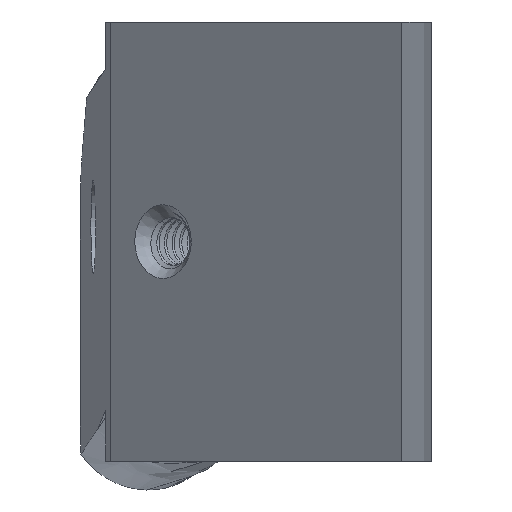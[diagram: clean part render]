
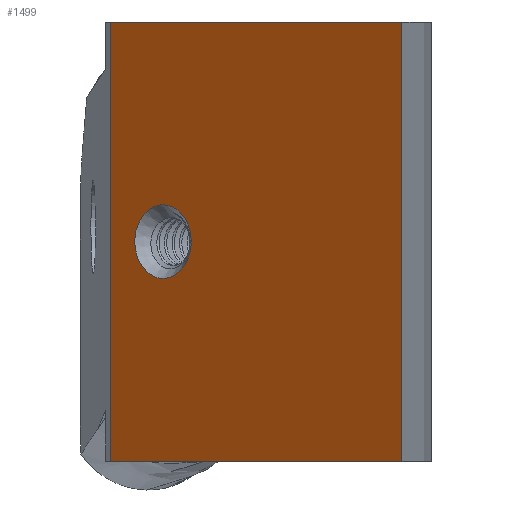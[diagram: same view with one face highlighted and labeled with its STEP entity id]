
A CAD part, left-side view. The second image highlights one B-rep face of the part: STEP entity #1499.
In plain terms, the highlighted planar face has unit normal (-0.766, 0.643, 0).
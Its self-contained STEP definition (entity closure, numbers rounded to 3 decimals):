
#24 = VERTEX_POINT('',#25);
#25 = CARTESIAN_POINT('',(19.,35.39,270.05));
#32 = PLANE('',#33);
#33 = AXIS2_PLACEMENT_3D('',#34,#35,#36);
#34 = CARTESIAN_POINT('',(17.678,29.151,270.05));
#35 = DIRECTION('',(0.,0.,-1.));
#36 = DIRECTION('',(0.,1.,0.));
#44 = PLANE('',#45);
#45 = AXIS2_PLACEMENT_3D('',#46,#47,#48);
#46 = CARTESIAN_POINT('',(19.,35.39,0.));
#47 = DIRECTION('',(-0.049,0.999,
    0.));
#48 = DIRECTION('',(0.999,0.049,0.
    ));
#118 = VERTEX_POINT('',#119);
#119 = CARTESIAN_POINT('',(10.713,25.514,270.05));
#138 = CYLINDRICAL_SURFACE('',#139,20.);
#139 = AXIS2_PLACEMENT_3D('',#140,#141,#142);
#140 = CARTESIAN_POINT('',(17.,44.5,270.05));
#141 = DIRECTION('',(0.,0.,-1.));
#142 = DIRECTION('',(1.,0.,0.));
#150 = EDGE_CURVE('',#24,#118,#151,.T.);
#151 = SURFACE_CURVE('',#152,(#156,#163),.PCURVE_S1.);
#152 = LINE('',#153,#154);
#153 = CARTESIAN_POINT('',(19.,35.39,270.05));
#154 = VECTOR('',#155,1.);
#155 = DIRECTION('',(-0.643,-0.766,0.
    ));
#156 = PCURVE('',#32,#157);
#157 = DEFINITIONAL_REPRESENTATION('',(#158),#162);
#158 = LINE('',#159,#160);
#159 = CARTESIAN_POINT('',(6.239,1.322));
#160 = VECTOR('',#161,1.);
#161 = DIRECTION('',(-0.766,-0.643));
#162 = ( GEOMETRIC_REPRESENTATION_CONTEXT(2) 
PARAMETRIC_REPRESENTATION_CONTEXT() REPRESENTATION_CONTEXT('2D SPACE',''
  ) );
#163 = PCURVE('',#164,#169);
#164 = PLANE('',#165);
#165 = AXIS2_PLACEMENT_3D('',#166,#167,#168);
#166 = CARTESIAN_POINT('',(19.,35.39,270.05));
#167 = DIRECTION('',(0.766,-0.643,0.)
  );
#168 = DIRECTION('',(-0.643,-0.766,0.)
  );
#169 = DEFINITIONAL_REPRESENTATION('',(#170),#174);
#170 = LINE('',#171,#172);
#171 = CARTESIAN_POINT('',(0.,0.));
#172 = VECTOR('',#173,1.);
#173 = DIRECTION('',(1.,0.));
#174 = ( GEOMETRIC_REPRESENTATION_CONTEXT(2) 
PARAMETRIC_REPRESENTATION_CONTEXT() REPRESENTATION_CONTEXT('2D SPACE',''
  ) );
#238 = EDGE_CURVE('',#24,#239,#241,.T.);
#239 = VERTEX_POINT('',#240);
#240 = CARTESIAN_POINT('',(19.,35.39,284.95));
#241 = SURFACE_CURVE('',#242,(#246,#253),.PCURVE_S1.);
#242 = LINE('',#243,#244);
#243 = CARTESIAN_POINT('',(19.,35.39,270.05));
#244 = VECTOR('',#245,1.);
#245 = DIRECTION('',(0.,0.,1.));
#246 = PCURVE('',#44,#247);
#247 = DEFINITIONAL_REPRESENTATION('',(#248),#252);
#248 = LINE('',#249,#250);
#249 = CARTESIAN_POINT('',(0.,-270.05));
#250 = VECTOR('',#251,1.);
#251 = DIRECTION('',(0.,-1.));
#252 = ( GEOMETRIC_REPRESENTATION_CONTEXT(2) 
PARAMETRIC_REPRESENTATION_CONTEXT() REPRESENTATION_CONTEXT('2D SPACE',''
  ) );
#253 = PCURVE('',#164,#254);
#254 = DEFINITIONAL_REPRESENTATION('',(#255),#259);
#255 = LINE('',#256,#257);
#256 = CARTESIAN_POINT('',(0.,0.));
#257 = VECTOR('',#258,1.);
#258 = DIRECTION('',(0.,-1.));
#259 = ( GEOMETRIC_REPRESENTATION_CONTEXT(2) 
PARAMETRIC_REPRESENTATION_CONTEXT() REPRESENTATION_CONTEXT('2D SPACE',''
  ) );
#277 = PLANE('',#278);
#278 = AXIS2_PLACEMENT_3D('',#279,#280,#281);
#279 = CARTESIAN_POINT('',(17.678,29.151,284.95));
#280 = DIRECTION('',(0.,0.,-1.));
#281 = DIRECTION('',(0.,1.,0.));
#1499 = ADVANCED_FACE('',(#1500,#1548),#164,.F.);
#1500 = FACE_BOUND('',#1501,.F.);
#1501 = EDGE_LOOP('',(#1502,#1503,#1526,#1547));
#1502 = ORIENTED_EDGE('',*,*,#238,.T.);
#1503 = ORIENTED_EDGE('',*,*,#1504,.T.);
#1504 = EDGE_CURVE('',#239,#1505,#1507,.T.);
#1505 = VERTEX_POINT('',#1506);
#1506 = CARTESIAN_POINT('',(10.713,25.514,284.95));
#1507 = SURFACE_CURVE('',#1508,(#1512,#1519),.PCURVE_S1.);
#1508 = LINE('',#1509,#1510);
#1509 = CARTESIAN_POINT('',(19.,35.39,284.95));
#1510 = VECTOR('',#1511,1.);
#1511 = DIRECTION('',(-0.643,-0.766,
    0.));
#1512 = PCURVE('',#164,#1513);
#1513 = DEFINITIONAL_REPRESENTATION('',(#1514),#1518);
#1514 = LINE('',#1515,#1516);
#1515 = CARTESIAN_POINT('',(0.,-14.9));
#1516 = VECTOR('',#1517,1.);
#1517 = DIRECTION('',(1.,0.));
#1518 = ( GEOMETRIC_REPRESENTATION_CONTEXT(2) 
PARAMETRIC_REPRESENTATION_CONTEXT() REPRESENTATION_CONTEXT('2D SPACE',''
  ) );
#1519 = PCURVE('',#277,#1520);
#1520 = DEFINITIONAL_REPRESENTATION('',(#1521),#1525);
#1521 = LINE('',#1522,#1523);
#1522 = CARTESIAN_POINT('',(6.239,1.322));
#1523 = VECTOR('',#1524,1.);
#1524 = DIRECTION('',(-0.766,-0.643));
#1525 = ( GEOMETRIC_REPRESENTATION_CONTEXT(2) 
PARAMETRIC_REPRESENTATION_CONTEXT() REPRESENTATION_CONTEXT('2D SPACE',''
  ) );
#1526 = ORIENTED_EDGE('',*,*,#1527,.F.);
#1527 = EDGE_CURVE('',#118,#1505,#1528,.T.);
#1528 = SURFACE_CURVE('',#1529,(#1533,#1540),.PCURVE_S1.);
#1529 = LINE('',#1530,#1531);
#1530 = CARTESIAN_POINT('',(10.713,25.514,270.05));
#1531 = VECTOR('',#1532,1.);
#1532 = DIRECTION('',(0.,0.,1.));
#1533 = PCURVE('',#164,#1534);
#1534 = DEFINITIONAL_REPRESENTATION('',(#1535),#1539);
#1535 = LINE('',#1536,#1537);
#1536 = CARTESIAN_POINT('',(12.892,0.));
#1537 = VECTOR('',#1538,1.);
#1538 = DIRECTION('',(0.,-1.));
#1539 = ( GEOMETRIC_REPRESENTATION_CONTEXT(2) 
PARAMETRIC_REPRESENTATION_CONTEXT() REPRESENTATION_CONTEXT('2D SPACE',''
  ) );
#1540 = PCURVE('',#138,#1541);
#1541 = DEFINITIONAL_REPRESENTATION('',(#1542),#1546);
#1542 = LINE('',#1543,#1544);
#1543 = CARTESIAN_POINT('',(-4.393,0.));
#1544 = VECTOR('',#1545,1.);
#1545 = DIRECTION('',(-0.,-1.));
#1546 = ( GEOMETRIC_REPRESENTATION_CONTEXT(2) 
PARAMETRIC_REPRESENTATION_CONTEXT() REPRESENTATION_CONTEXT('2D SPACE',''
  ) );
#1547 = ORIENTED_EDGE('',*,*,#150,.F.);
#1548 = FACE_BOUND('',#1549,.F.);
#1549 = EDGE_LOOP('',(#1550));
#1550 = ORIENTED_EDGE('',*,*,#1551,.F.);
#1551 = EDGE_CURVE('',#1552,#1552,#1554,.T.);
#1552 = VERTEX_POINT('',#1553);
#1553 = CARTESIAN_POINT('',(17.508,33.612,
    278.749));
#1554 = SURFACE_CURVE('',#1555,(#1560,#1567),.PCURVE_S1.);
#1555 = ELLIPSE('',#1556,1.249,1.249);
#1556 = AXIS2_PLACEMENT_3D('',#1557,#1558,#1559);
#1557 = CARTESIAN_POINT('',(17.508,33.612,277.5));
#1558 = DIRECTION('',(0.766,-0.643,0.)
  );
#1559 = DIRECTION('',(0.643,0.766,0.)
  );
#1560 = PCURVE('',#164,#1561);
#1561 = DEFINITIONAL_REPRESENTATION('',(#1562),#1566);
#1562 = ELLIPSE('',#1563,1.249,1.249);
#1563 = AXIS2_PLACEMENT_2D('',#1564,#1565);
#1564 = CARTESIAN_POINT('',(2.32,-7.45));
#1565 = DIRECTION('',(-1.,0.));
#1566 = ( GEOMETRIC_REPRESENTATION_CONTEXT(2) 
PARAMETRIC_REPRESENTATION_CONTEXT() REPRESENTATION_CONTEXT('2D SPACE',''
  ) );
#1567 = PCURVE('',#1568,#1573);
#1568 = CONICAL_SURFACE('',#1569,1.25,0.785);
#1569 = AXIS2_PLACEMENT_3D('',#1570,#1571,#1572);
#1570 = CARTESIAN_POINT('',(17.508,33.613,277.5));
#1571 = DIRECTION('',(-0.766,0.643,0.)
  );
#1572 = DIRECTION('',(0.,0.,1.));
#1573 = DEFINITIONAL_REPRESENTATION('',(#1574),#1584);
#1574 = B_SPLINE_CURVE_WITH_KNOTS('',8,(#1575,#1576,#1577,#1578,#1579,
    #1580,#1581,#1582,#1583),.UNSPECIFIED.,.F.,.F.,(9,9),(1.571
    ,7.854),.PIECEWISE_BEZIER_KNOTS.);
#1575 = CARTESIAN_POINT('',(6.283,-0.001));
#1576 = CARTESIAN_POINT('',(5.498,-0.001));
#1577 = CARTESIAN_POINT('',(4.712,-0.001));
#1578 = CARTESIAN_POINT('',(3.927,-0.001));
#1579 = CARTESIAN_POINT('',(3.142,-0.001));
#1580 = CARTESIAN_POINT('',(2.356,-0.001));
#1581 = CARTESIAN_POINT('',(1.571,-0.001));
#1582 = CARTESIAN_POINT('',(0.785,-0.001));
#1583 = CARTESIAN_POINT('',(0.,-0.001));
#1584 = ( GEOMETRIC_REPRESENTATION_CONTEXT(2) 
PARAMETRIC_REPRESENTATION_CONTEXT() REPRESENTATION_CONTEXT('2D SPACE',''
  ) );
